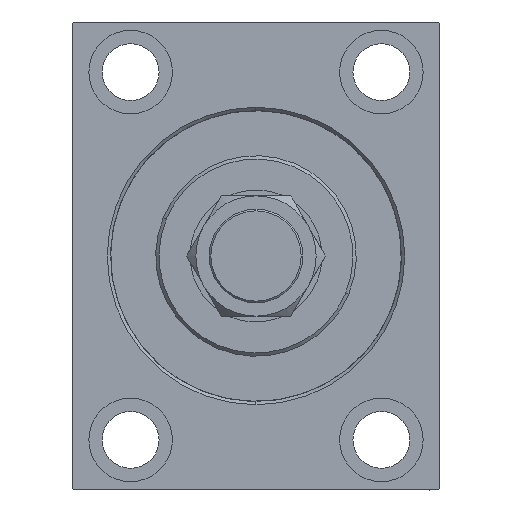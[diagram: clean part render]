
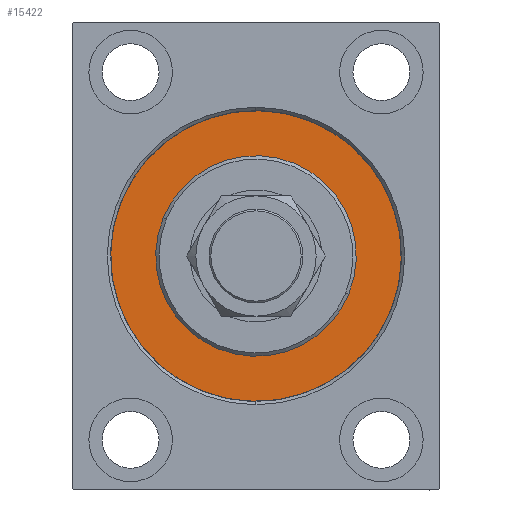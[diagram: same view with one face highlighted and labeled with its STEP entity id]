
A CAD part, left-side view. The second image highlights one B-rep face of the part: STEP entity #15422.
In plain terms, the highlighted face is planar.
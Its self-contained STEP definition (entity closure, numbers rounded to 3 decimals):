
#34 = FACE_OUTER_BOUND ( 'NONE', #41619, .T. ) ;
#227 = VERTEX_POINT ( 'NONE', #28458 ) ;
#2846 = CARTESIAN_POINT ( 'NONE',  ( 0., 0., 30. ) ) ;
#3081 = VERTEX_POINT ( 'NONE', #3206 ) ;
#3206 = CARTESIAN_POINT ( 'NONE',  ( 0., 0., 43.5 ) ) ;
#4498 = ORIENTED_EDGE ( 'NONE', *, *, #39834, .F. ) ;
#4621 = DIRECTION ( 'NONE',  ( 1., 0., 0. ) ) ;
#5749 = CIRCLE ( 'NONE', #37585, 43.5 ) ;
#6034 = CARTESIAN_POINT ( 'NONE',  ( 0., 0., 0. ) ) ;
#7482 = EDGE_CURVE ( 'NONE', #27542, #3081, #5749, .T. ) ;
#9256 = CIRCLE ( 'NONE', #10746, 30. ) ;
#10746 = AXIS2_PLACEMENT_3D ( 'NONE', #44023, #25923, #15499 ) ;
#12195 = EDGE_LOOP ( 'NONE', ( #29681, #4498 ) ) ;
#12517 = DIRECTION ( 'NONE',  ( -1., 0., 0. ) ) ;
#13589 = CARTESIAN_POINT ( 'NONE',  ( 0., 0., 0. ) ) ;
#13966 = ORIENTED_EDGE ( 'NONE', *, *, #7482, .F. ) ;
#15422 = ADVANCED_FACE ( 'NONE', ( #31538, #34 ), #32450, .F. ) ;
#15499 = DIRECTION ( 'NONE',  ( 0., 0., -1. ) ) ;
#16921 = DIRECTION ( 'NONE',  ( 0., 0., 1. ) ) ;
#17630 = CARTESIAN_POINT ( 'NONE',  ( 0., 0., 0. ) ) ;
#19402 = AXIS2_PLACEMENT_3D ( 'NONE', #13589, #42115, #24710 ) ;
#23928 = VERTEX_POINT ( 'NONE', #2846 ) ;
#24710 = DIRECTION ( 'NONE',  ( 0., 0., 1. ) ) ;
#25923 = DIRECTION ( 'NONE',  ( 1., 0., 0. ) ) ;
#26033 = CARTESIAN_POINT ( 'NONE',  ( 0., 0., -43.5 ) ) ;
#26785 = CIRCLE ( 'NONE', #40884, 30. ) ;
#27542 = VERTEX_POINT ( 'NONE', #26033 ) ;
#28276 = DIRECTION ( 'NONE',  ( -1., 0., 0. ) ) ;
#28458 = CARTESIAN_POINT ( 'NONE',  ( 0., 0., -30. ) ) ;
#29390 = DIRECTION ( 'NONE',  ( 0., 0., -1. ) ) ;
#29681 = ORIENTED_EDGE ( 'NONE', *, *, #45317, .F. ) ;
#31538 = FACE_BOUND ( 'NONE', #12195, .T. ) ;
#32267 = EDGE_CURVE ( 'NONE', #3081, #27542, #39424, .T. ) ;
#32450 = PLANE ( 'NONE',  #41315 ) ;
#35772 = ORIENTED_EDGE ( 'NONE', *, *, #32267, .F. ) ;
#37585 = AXIS2_PLACEMENT_3D ( 'NONE', #6034, #12517, #16921 ) ;
#39424 = CIRCLE ( 'NONE', #19402, 43.5 ) ;
#39834 = EDGE_CURVE ( 'NONE', #227, #23928, #9256, .T. ) ;
#40781 = CARTESIAN_POINT ( 'NONE',  ( 0., 0., 0. ) ) ;
#40884 = AXIS2_PLACEMENT_3D ( 'NONE', #40781, #4621, #29390 ) ;
#41315 = AXIS2_PLACEMENT_3D ( 'NONE', #17630, #28276, #42451 ) ;
#41619 = EDGE_LOOP ( 'NONE', ( #13966, #35772 ) ) ;
#42115 = DIRECTION ( 'NONE',  ( -1., 0., 0. ) ) ;
#42451 = DIRECTION ( 'NONE',  ( 0., 0., 1. ) ) ;
#44023 = CARTESIAN_POINT ( 'NONE',  ( 0., 0., 0. ) ) ;
#45317 = EDGE_CURVE ( 'NONE', #23928, #227, #26785, .T. ) ;
